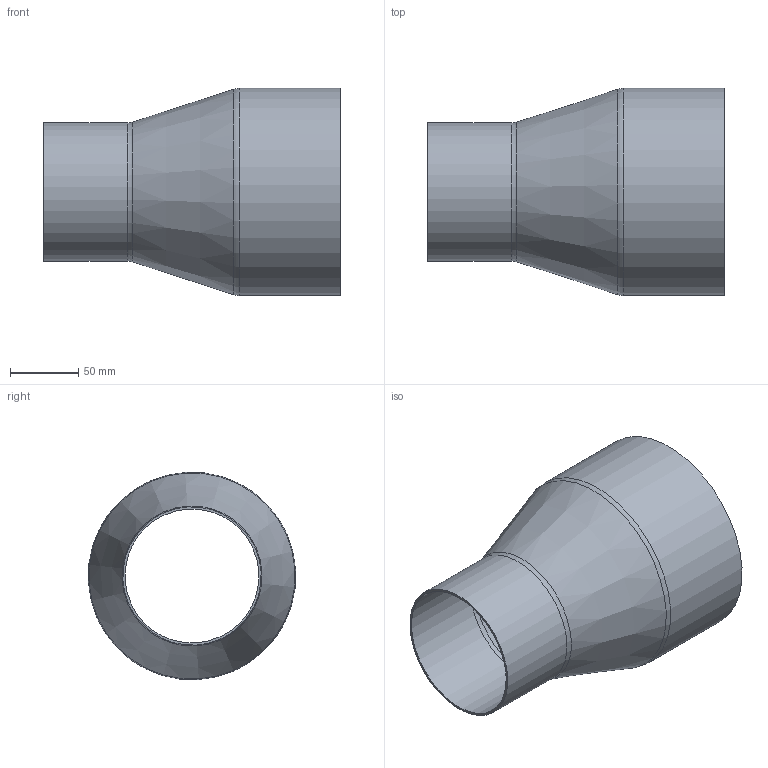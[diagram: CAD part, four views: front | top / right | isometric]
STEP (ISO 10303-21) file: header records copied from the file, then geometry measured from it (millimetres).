
FILE_DESCRIPTION(/* description */ (''),/* implementation_level */ '2;1');
FILE_NAME(/* name */ 'PAR00003_A.stp',/* time_stamp */ '2018-03-19T13:39:56-04:00',/* author */ ('James'),/* organization */ (''),/* preprocessor_version */ 'ST-DEVELOPER v16.5',/* originating_system */ 'Autodesk Inventor 2017',/* authorisation */ '');
FILE_SCHEMA (('AUTOMOTIVE_DESIGN { 1 0 10303 214 3 1 1 }'));
Length unit declared in the file: inch
Products named in the file (1): PAR00003_1
Bounding box: 217.87 x 152.07 x 152.07 mm (x, y, z)
Volume: 145863.9 mm3; surface area: 177998 mm2
Topology: 1 solids, 1 shells, 12 faces, 24 edges, 14 vertices
Faces by surface type: torus 4, cylinder 4, cone 2, plane 2
Full cylindrical faces by diameter (mm): 98.298 x1, 101.6 x1, 149.098 x1, 152.4 x1
Entity records: 299 total; most frequent: DIRECTION 50, CARTESIAN_POINT 37, AXIS2_PLACEMENT_3D 25, EDGE_LOOP 24, ORIENTED_EDGE 24, STYLED_ITEM 13, FACE_BOUND 12, FACE_OUTER_BOUND 12
